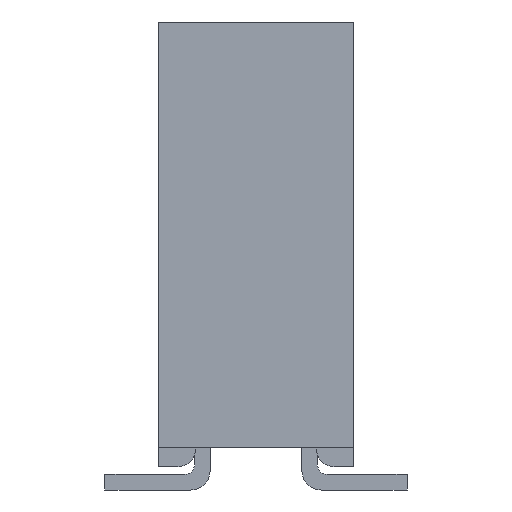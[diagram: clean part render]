
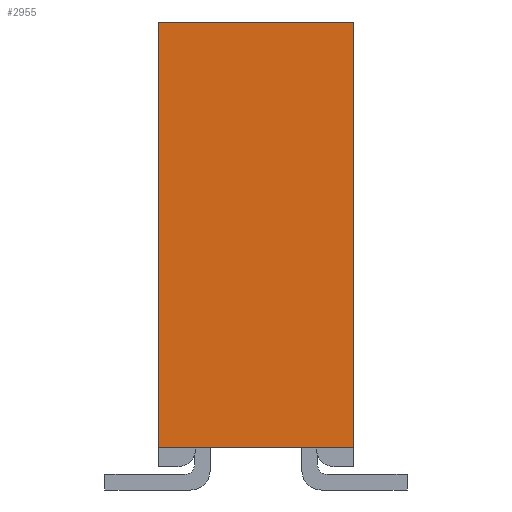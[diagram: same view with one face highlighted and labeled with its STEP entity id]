
A CAD part, left-side view. The second image highlights one B-rep face of the part: STEP entity #2955.
In plain terms, the highlighted planar face has unit normal (-1, 0, 0).
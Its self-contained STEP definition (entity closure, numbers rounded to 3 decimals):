
#2955 = ADVANCED_FACE('',(#2956),#2990,.F.);
#2956 = FACE_BOUND('',#2957,.T.);
#2957 = EDGE_LOOP('',(#2958,#2968,#2976,#2984));
#2958 = ORIENTED_EDGE('',*,*,#2959,.T.);
#2959 = EDGE_CURVE('',#2960,#2962,#2964,.T.);
#2960 = VERTEX_POINT('',#2961);
#2961 = CARTESIAN_POINT('',(-9.652,5.791,-1.27));
#2962 = VERTEX_POINT('',#2963);
#2963 = CARTESIAN_POINT('',(-9.652,0.254,-1.27));
#2964 = LINE('',#2965,#2966);
#2965 = CARTESIAN_POINT('',(-9.652,5.791,-1.27));
#2966 = VECTOR('',#2967,1.);
#2967 = DIRECTION('',(0.,-1.,0.));
#2968 = ORIENTED_EDGE('',*,*,#2969,.T.);
#2969 = EDGE_CURVE('',#2962,#2970,#2972,.T.);
#2970 = VERTEX_POINT('',#2971);
#2971 = CARTESIAN_POINT('',(-9.652,0.254,1.27));
#2972 = LINE('',#2973,#2974);
#2973 = CARTESIAN_POINT('',(-9.652,0.254,-0.787));
#2974 = VECTOR('',#2975,1.);
#2975 = DIRECTION('',(0.,0.,1.));
#2976 = ORIENTED_EDGE('',*,*,#2977,.F.);
#2977 = EDGE_CURVE('',#2978,#2970,#2980,.T.);
#2978 = VERTEX_POINT('',#2979);
#2979 = CARTESIAN_POINT('',(-9.652,5.791,1.27));
#2980 = LINE('',#2981,#2982);
#2981 = CARTESIAN_POINT('',(-9.652,5.791,1.27));
#2982 = VECTOR('',#2983,1.);
#2983 = DIRECTION('',(0.,-1.,0.));
#2984 = ORIENTED_EDGE('',*,*,#2985,.F.);
#2985 = EDGE_CURVE('',#2960,#2978,#2986,.T.);
#2986 = LINE('',#2987,#2988);
#2987 = CARTESIAN_POINT('',(-9.652,5.791,-1.27));
#2988 = VECTOR('',#2989,1.);
#2989 = DIRECTION('',(0.,0.,1.));
#2990 = PLANE('',#2991);
#2991 = AXIS2_PLACEMENT_3D('',#2992,#2993,#2994);
#2992 = CARTESIAN_POINT('',(-9.652,5.791,-1.27));
#2993 = DIRECTION('',(1.,0.,0.));
#2994 = DIRECTION('',(0.,0.,-1.));
